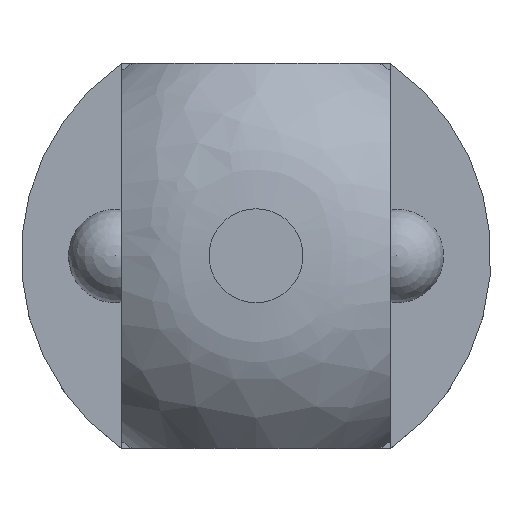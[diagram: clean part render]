
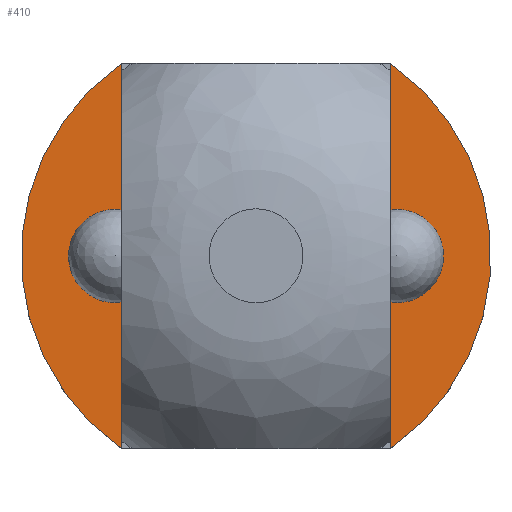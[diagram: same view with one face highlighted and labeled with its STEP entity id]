
A CAD part, top view. The second image highlights one B-rep face of the part: STEP entity #410.
In plain terms, the highlighted planar face has unit normal (0, 0, 1).
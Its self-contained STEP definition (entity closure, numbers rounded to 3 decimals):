
#56=CIRCLE('',#454,2.5);
#57=CIRCLE('',#456,2.5);
#79=FACE_OUTER_BOUND('',#112,.T.);
#112=EDGE_LOOP('',(#301,#302,#303,#304));
#147=LINE('',#639,#171);
#151=LINE('',#648,#175);
#171=VECTOR('',#507,2.862);
#175=VECTOR('',#513,2.862);
#193=VERTEX_POINT('',#633);
#195=VERTEX_POINT('',#637);
#197=VERTEX_POINT('',#642);
#199=VERTEX_POINT('',#646);
#234=EDGE_CURVE('',#193,#195,#147,.T.);
#238=EDGE_CURVE('',#197,#199,#151,.T.);
#241=EDGE_CURVE('',#199,#193,#56,.T.);
#242=EDGE_CURVE('',#195,#197,#57,.T.);
#301=ORIENTED_EDGE('',*,*,#234,.T.);
#302=ORIENTED_EDGE('',*,*,#242,.T.);
#303=ORIENTED_EDGE('',*,*,#238,.T.);
#304=ORIENTED_EDGE('',*,*,#241,.T.);
#384=PLANE('',#457);
#410=ADVANCED_FACE('',(#79),#384,.T.);
#454=AXIS2_PLACEMENT_3D('',#653,#522,#523);
#456=AXIS2_PLACEMENT_3D('',#655,#526,#527);
#457=AXIS2_PLACEMENT_3D('',#656,#528,#529);
#507=DIRECTION('',(-1.,0.,0.));
#513=DIRECTION('',(1.,0.,0.));
#522=DIRECTION('center_axis',(0.,0.,1.));
#523=DIRECTION('ref_axis',(-1.,0.,0.));
#526=DIRECTION('center_axis',(0.,0.,1.));
#527=DIRECTION('ref_axis',(-1.,0.,0.));
#528=DIRECTION('center_axis',(0.,0.,1.));
#529=DIRECTION('ref_axis',(1.,0.,0.));
#633=CARTESIAN_POINT('',(1.431,2.05,3.5));
#637=CARTESIAN_POINT('',(-1.431,2.05,3.5));
#639=CARTESIAN_POINT('',(0.,2.05,3.5));
#642=CARTESIAN_POINT('',(-1.431,-2.05,3.5));
#646=CARTESIAN_POINT('',(1.431,-2.05,3.5));
#648=CARTESIAN_POINT('',(-0.144,-2.05,3.5));
#653=CARTESIAN_POINT('Origin',(0.,0.,3.5));
#655=CARTESIAN_POINT('Origin',(0.,0.,3.5));
#656=CARTESIAN_POINT('Origin',(0.,0.,
3.5));
